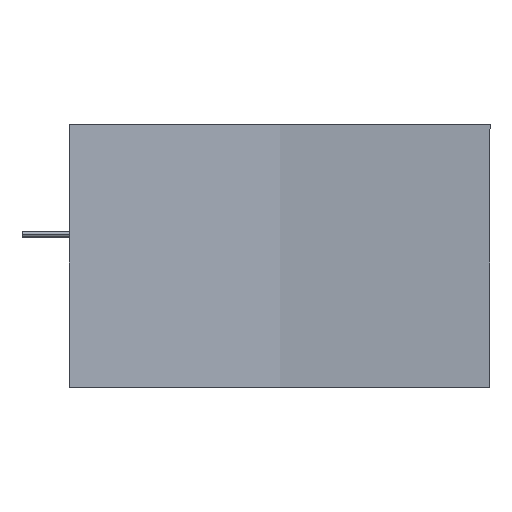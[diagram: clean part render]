
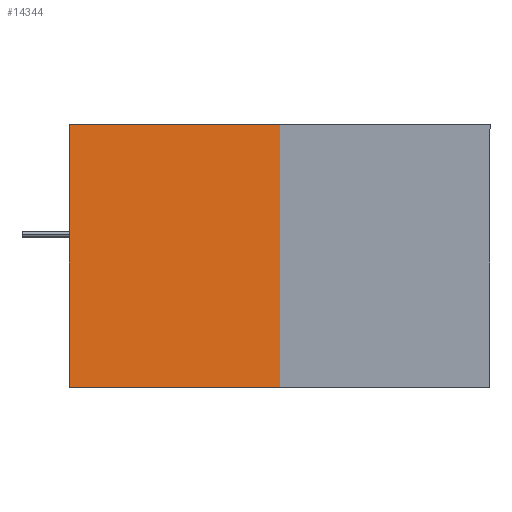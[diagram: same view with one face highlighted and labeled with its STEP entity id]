
A CAD part, top view. The second image highlights one B-rep face of the part: STEP entity #14344.
In plain terms, the highlighted planar face has unit normal (0.079, 0, 0.997).
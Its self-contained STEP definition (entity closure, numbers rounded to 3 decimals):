
#8680=FACE_OUTER_BOUND('',#23649,.T.);
#14344=ADVANCED_FACE('',(#8680),#17001,.T.);
#17001=PLANE('',#108878);
#23649=EDGE_LOOP('',(#70771,#70772,#70773,#70774,#70775,#70776,#70777,#70778));
#34758=LINE('',#224577,#43012);
#34759=LINE('',#224581,#43013);
#34760=LINE('',#224585,#43014);
#34761=LINE('',#224589,#43015);
#43012=VECTOR('',#132282,1.);
#43013=VECTOR('',#132285,1.);
#43014=VECTOR('',#132288,1.);
#43015=VECTOR('',#132291,1.);
#70771=ORIENTED_EDGE('',*,*,#96280,.F.);
#70772=ORIENTED_EDGE('',*,*,#96281,.T.);
#70773=ORIENTED_EDGE('',*,*,#96282,.T.);
#70774=ORIENTED_EDGE('',*,*,#96283,.T.);
#70775=ORIENTED_EDGE('',*,*,#96284,.T.);
#70776=ORIENTED_EDGE('',*,*,#96285,.T.);
#70777=ORIENTED_EDGE('',*,*,#96286,.F.);
#70778=ORIENTED_EDGE('',*,*,#96279,.T.);
#81930=VERTEX_POINT('',#224571);
#81932=VERTEX_POINT('',#224574);
#81933=VERTEX_POINT('',#224578);
#81934=VERTEX_POINT('',#224580);
#81935=VERTEX_POINT('',#224582);
#81936=VERTEX_POINT('',#224584);
#81937=VERTEX_POINT('',#224586);
#81938=VERTEX_POINT('',#224588);
#96279=EDGE_CURVE('',#81930,#81932,#100899,.T.);
#96280=EDGE_CURVE('',#81933,#81932,#34758,.T.);
#96281=EDGE_CURVE('',#81933,#81934,#100900,.T.);
#96282=EDGE_CURVE('',#81934,#81935,#34759,.T.);
#96283=EDGE_CURVE('',#81935,#81936,#100901,.T.);
#96284=EDGE_CURVE('',#81936,#81937,#34760,.T.);
#96285=EDGE_CURVE('',#81937,#81938,#100902,.T.);
#96286=EDGE_CURVE('',#81930,#81938,#34761,.T.);
#100899=CIRCLE('',#108873,124.922);
#100900=CIRCLE('',#108875,124.922);
#100901=CIRCLE('',#108876,124.922);
#100902=CIRCLE('',#108877,124.922);
#108873=AXIS2_PLACEMENT_3D('',#224575,#132278,#132279);
#108875=AXIS2_PLACEMENT_3D('',#224579,#132283,#132284);
#108876=AXIS2_PLACEMENT_3D('',#224583,#132286,#132287);
#108877=AXIS2_PLACEMENT_3D('',#224587,#132289,#132290);
#108878=AXIS2_PLACEMENT_3D('',#224590,#132292,#132293);
#132278=DIRECTION('',(0.078,0.,0.997));
#132279=DIRECTION('',(-0.997,0.,0.078));
#132282=DIRECTION('',(0.,-1.,0.));
#132283=DIRECTION('',(0.078,0.,0.997));
#132284=DIRECTION('',(-0.997,0.,0.078));
#132285=DIRECTION('',(-0.997,0.,0.078));
#132286=DIRECTION('',(0.078,0.,0.997));
#132287=DIRECTION('',(-0.997,0.,0.078));
#132288=DIRECTION('',(0.,-1.,0.));
#132289=DIRECTION('',(0.078,0.,0.997));
#132290=DIRECTION('',(-0.997,0.,0.078));
#132291=DIRECTION('',(-0.997,0.,0.078));
#132292=DIRECTION('',(0.078,0.,0.997));
#132293=DIRECTION('',(-0.997,0.,0.078));
#224571=CARTESIAN_POINT('',(69.6,-78.047,225.817));
#224574=CARTESIAN_POINT('',(69.619,-78.023,225.815));
#224575=CARTESIAN_POINT('',(-27.64,0.,233.47));
#224577=CARTESIAN_POINT('',(69.619,0.,225.815));
#224578=CARTESIAN_POINT('',(69.619,78.023,225.815));
#224579=CARTESIAN_POINT('',(-27.64,0.,233.47));
#224580=CARTESIAN_POINT('',(69.6,78.047,225.817));
#224581=CARTESIAN_POINT('',(-27.64,78.047,233.47));
#224582=CARTESIAN_POINT('',(-124.879,78.047,241.122));
#224583=CARTESIAN_POINT('',(-27.64,0.,233.47));
#224584=CARTESIAN_POINT('',(-124.899,78.023,241.124));
#224585=CARTESIAN_POINT('',(-124.899,0.,241.124));
#224586=CARTESIAN_POINT('',(-124.899,-78.023,241.124));
#224587=CARTESIAN_POINT('',(-27.64,0.,233.47));
#224588=CARTESIAN_POINT('',(-124.879,-78.047,241.122));
#224589=CARTESIAN_POINT('',(-27.64,-78.047,233.47));
#224590=CARTESIAN_POINT('',(-27.64,0.,233.47));
